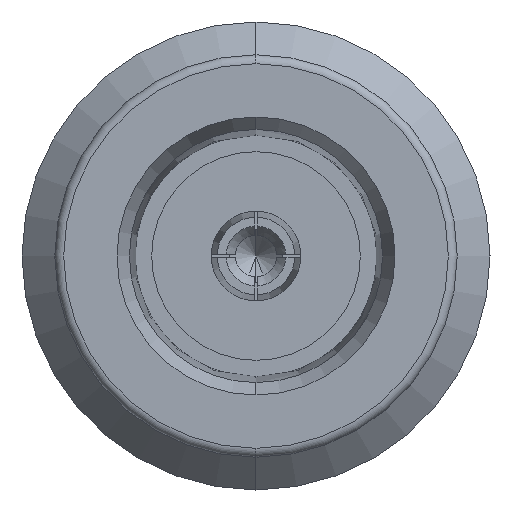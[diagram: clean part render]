
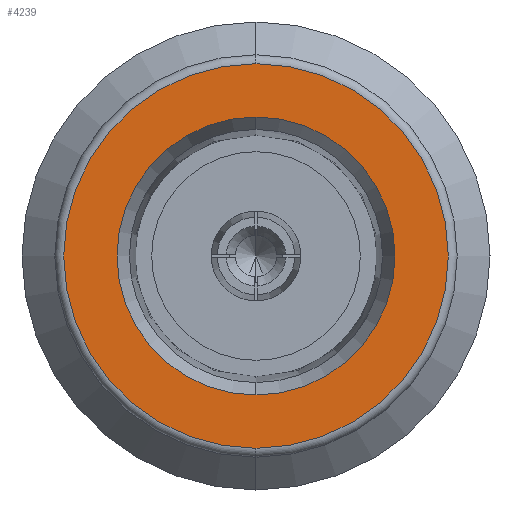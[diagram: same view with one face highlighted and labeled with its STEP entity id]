
A CAD part, left-side view. The second image highlights one B-rep face of the part: STEP entity #4239.
In plain terms, the highlighted planar face has unit normal (-1, 0, 0).
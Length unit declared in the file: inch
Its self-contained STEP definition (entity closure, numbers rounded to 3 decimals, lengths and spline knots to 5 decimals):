
#29 = EDGE_LOOP ( 'NONE', ( #3351, #1302 ) ) ;
#297 = CARTESIAN_POINT ( 'NONE',  ( 0., 0., 0. ) ) ;
#490 = VERTEX_POINT ( 'NONE', #1900 ) ;
#563 = CIRCLE ( 'NONE', #3432, 0.25394 ) ;
#566 = CIRCLE ( 'NONE', #3665, 0.18355 ) ;
#571 = CARTESIAN_POINT ( 'NONE',  ( 0., 0., -0.25394 ) ) ;
#618 = DIRECTION ( 'NONE',  ( 0., 0., -1. ) ) ;
#809 = ORIENTED_EDGE ( 'NONE', *, *, #3876, .T. ) ;
#848 = EDGE_CURVE ( 'NONE', #1774, #4123, #563, .T. ) ;
#874 = EDGE_CURVE ( 'NONE', #1338, #490, #566, .T. ) ;
#1142 = DIRECTION ( 'NONE',  ( 1., 0., 0. ) ) ;
#1178 = FACE_OUTER_BOUND ( 'NONE', #29, .T. ) ;
#1302 = ORIENTED_EDGE ( 'NONE', *, *, #848, .F. ) ;
#1338 = VERTEX_POINT ( 'NONE', #3785 ) ;
#1524 = AXIS2_PLACEMENT_3D ( 'NONE', #297, #2469, #4624 ) ;
#1705 = CARTESIAN_POINT ( 'NONE',  ( 0., 0., 0. ) ) ;
#1774 = VERTEX_POINT ( 'NONE', #3382 ) ;
#1844 = DIRECTION ( 'NONE',  ( 1., 0., 0. ) ) ;
#1879 = CARTESIAN_POINT ( 'NONE',  ( 0., 0., 0. ) ) ;
#1900 = CARTESIAN_POINT ( 'NONE',  ( 0., 0., 0.18355 ) ) ;
#1973 = ORIENTED_EDGE ( 'NONE', *, *, #874, .T. ) ;
#2151 = EDGE_CURVE ( 'NONE', #4123, #1774, #3323, .T. ) ;
#2250 = DIRECTION ( 'NONE',  ( 0., 0., -1. ) ) ;
#2359 = CIRCLE ( 'NONE', #2561, 0.18355 ) ;
#2469 = DIRECTION ( 'NONE',  ( 1., 0., 0. ) ) ;
#2561 = AXIS2_PLACEMENT_3D ( 'NONE', #4355, #1844, #3998 ) ;
#3152 = DIRECTION ( 'NONE',  ( 1., 0., 0. ) ) ;
#3305 = CARTESIAN_POINT ( 'NONE',  ( 0., 0., 0. ) ) ;
#3323 = CIRCLE ( 'NONE', #1524, 0.25394 ) ;
#3351 = ORIENTED_EDGE ( 'NONE', *, *, #2151, .F. ) ;
#3382 = CARTESIAN_POINT ( 'NONE',  ( 0., 0., 0.25394 ) ) ;
#3432 = AXIS2_PLACEMENT_3D ( 'NONE', #3305, #1142, #3656 ) ;
#3434 = AXIS2_PLACEMENT_3D ( 'NONE', #1705, #3152, #618 ) ;
#3656 = DIRECTION ( 'NONE',  ( 0., 0., -1. ) ) ;
#3665 = AXIS2_PLACEMENT_3D ( 'NONE', #1879, #4386, #2250 ) ;
#3785 = CARTESIAN_POINT ( 'NONE',  ( 0., 0., -0.18355 ) ) ;
#3847 = EDGE_LOOP ( 'NONE', ( #809, #1973 ) ) ;
#3876 = EDGE_CURVE ( 'NONE', #490, #1338, #2359, .T. ) ;
#3943 = FACE_BOUND ( 'NONE', #3847, .T. ) ;
#3998 = DIRECTION ( 'NONE',  ( 0., 0., -1. ) ) ;
#4123 = VERTEX_POINT ( 'NONE', #571 ) ;
#4228 = PLANE ( 'NONE',  #3434 ) ;
#4239 = ADVANCED_FACE ( 'NONE', ( #1178, #3943 ), #4228, .F. ) ;
#4355 = CARTESIAN_POINT ( 'NONE',  ( 0., 0., 0. ) ) ;
#4386 = DIRECTION ( 'NONE',  ( 1., 0., 0. ) ) ;
#4624 = DIRECTION ( 'NONE',  ( 0., 0., -1. ) ) ;
